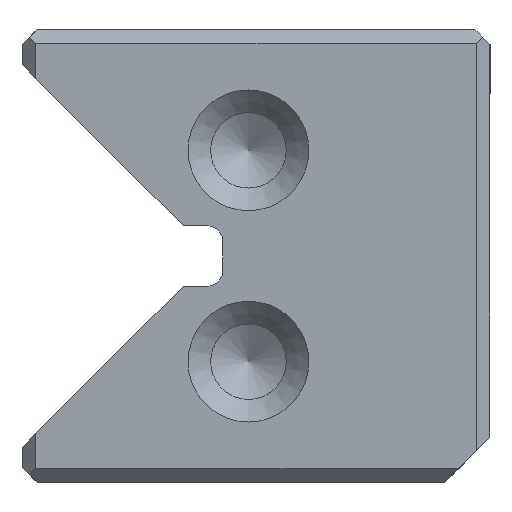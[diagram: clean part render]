
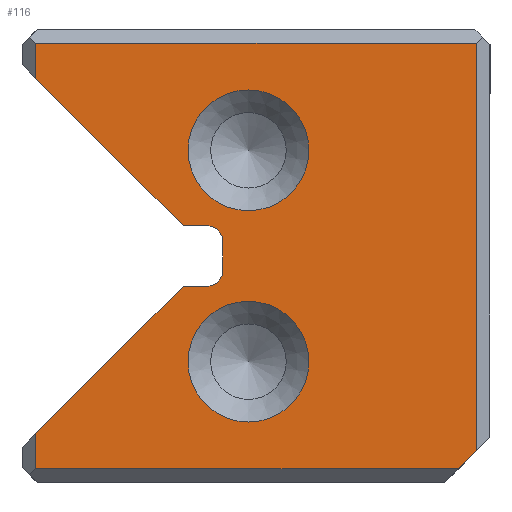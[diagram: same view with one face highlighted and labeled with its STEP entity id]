
A CAD part, left-side view. The second image highlights one B-rep face of the part: STEP entity #116.
In plain terms, the highlighted planar face has unit normal (-1, 0, 0).
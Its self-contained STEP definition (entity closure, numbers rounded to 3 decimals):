
#116=ADVANCED_FACE('',(#390,#391,#392),#206,.T.);
#206=PLANE('',#1373);
#242=LINE('',#1948,#316);
#243=LINE('',#1951,#317);
#244=LINE('',#1953,#318);
#245=LINE('',#1955,#319);
#246=LINE('',#1959,#320);
#247=LINE('',#1963,#321);
#248=LINE('',#1965,#322);
#249=LINE('',#1967,#323);
#250=LINE('',#1969,#324);
#251=LINE('',#1971,#325);
#252=LINE('',#1973,#326);
#316=VECTOR('',#1541,1.);
#317=VECTOR('',#1542,1.);
#318=VECTOR('',#1543,1.);
#319=VECTOR('',#1544,1.);
#320=VECTOR('',#1547,1.);
#321=VECTOR('',#1550,1.);
#322=VECTOR('',#1551,1.);
#323=VECTOR('',#1552,1.);
#324=VECTOR('',#1553,1.);
#325=VECTOR('',#1554,1.);
#326=VECTOR('',#1555,1.);
#390=FACE_BOUND('',#542,.T.);
#391=FACE_BOUND('',#543,.T.);
#392=FACE_BOUND('',#544,.T.);
#542=EDGE_LOOP('',(#714));
#543=EDGE_LOOP('',(#715));
#544=EDGE_LOOP('',(#716,#717,#718,#719,#720,#721,#722,#723,#724,#725,#726,
#727,#728));
#714=ORIENTED_EDGE('',*,*,#1142,.T.);
#715=ORIENTED_EDGE('',*,*,#1143,.F.);
#716=ORIENTED_EDGE('',*,*,#1144,.T.);
#717=ORIENTED_EDGE('',*,*,#1145,.T.);
#718=ORIENTED_EDGE('',*,*,#1146,.F.);
#719=ORIENTED_EDGE('',*,*,#1147,.F.);
#720=ORIENTED_EDGE('',*,*,#1148,.T.);
#721=ORIENTED_EDGE('',*,*,#1149,.T.);
#722=ORIENTED_EDGE('',*,*,#1150,.T.);
#723=ORIENTED_EDGE('',*,*,#1151,.T.);
#724=ORIENTED_EDGE('',*,*,#1152,.F.);
#725=ORIENTED_EDGE('',*,*,#1153,.T.);
#726=ORIENTED_EDGE('',*,*,#1154,.T.);
#727=ORIENTED_EDGE('',*,*,#1155,.T.);
#728=ORIENTED_EDGE('',*,*,#1156,.T.);
#1014=VERTEX_POINT('',#1945);
#1015=VERTEX_POINT('',#1947);
#1016=VERTEX_POINT('',#1949);
#1017=VERTEX_POINT('',#1950);
#1018=VERTEX_POINT('',#1952);
#1019=VERTEX_POINT('',#1954);
#1020=VERTEX_POINT('',#1956);
#1021=VERTEX_POINT('',#1958);
#1022=VERTEX_POINT('',#1960);
#1023=VERTEX_POINT('',#1962);
#1024=VERTEX_POINT('',#1964);
#1025=VERTEX_POINT('',#1966);
#1026=VERTEX_POINT('',#1968);
#1027=VERTEX_POINT('',#1970);
#1028=VERTEX_POINT('',#1972);
#1142=EDGE_CURVE('',#1014,#1014,#1292,.T.);
#1143=EDGE_CURVE('',#1015,#1015,#1293,.T.);
#1144=EDGE_CURVE('',#1016,#1017,#242,.T.);
#1145=EDGE_CURVE('',#1017,#1018,#243,.T.);
#1146=EDGE_CURVE('',#1019,#1018,#244,.T.);
#1147=EDGE_CURVE('',#1020,#1019,#245,.T.);
#1148=EDGE_CURVE('',#1020,#1021,#1294,.T.);
#1149=EDGE_CURVE('',#1021,#1022,#246,.T.);
#1150=EDGE_CURVE('',#1022,#1023,#1295,.T.);
#1151=EDGE_CURVE('',#1023,#1024,#247,.T.);
#1152=EDGE_CURVE('',#1025,#1024,#248,.T.);
#1153=EDGE_CURVE('',#1025,#1026,#249,.T.);
#1154=EDGE_CURVE('',#1026,#1027,#250,.T.);
#1155=EDGE_CURVE('',#1027,#1028,#251,.T.);
#1156=EDGE_CURVE('',#1028,#1016,#252,.T.);
#1292=CIRCLE('',#1369,2.);
#1293=CIRCLE('',#1370,2.);
#1294=CIRCLE('',#1371,0.5);
#1295=CIRCLE('',#1372,0.5);
#1369=AXIS2_PLACEMENT_3D('',#1944,#1537,#1538);
#1370=AXIS2_PLACEMENT_3D('',#1946,#1539,#1540);
#1371=AXIS2_PLACEMENT_3D('',#1957,#1545,#1546);
#1372=AXIS2_PLACEMENT_3D('',#1961,#1548,#1549);
#1373=AXIS2_PLACEMENT_3D('',#1974,#1556,#1557);
#1537=DIRECTION('',(1.,0.,0.));
#1538=DIRECTION('',(0.,0.,-1.));
#1539=DIRECTION('',(-1.,0.,0.));
#1540=DIRECTION('',(0.,0.,1.));
#1541=DIRECTION('',(0.,1.,0.));
#1542=DIRECTION('',(0.,0.,-1.));
#1543=DIRECTION('',(0.,0.707,0.707));
#1544=DIRECTION('',(0.,1.,0.));
#1545=DIRECTION('',(1.,0.,0.));
#1546=DIRECTION('',(0.,0.,1.));
#1547=DIRECTION('',(0.,0.,-1.));
#1548=DIRECTION('',(1.,0.,0.));
#1549=DIRECTION('',(0.,0.,1.));
#1550=DIRECTION('',(0.,1.,0.));
#1551=DIRECTION('',(0.,-0.707,0.707));
#1552=DIRECTION('',(0.,0.,-1.));
#1553=DIRECTION('',(0.,-1.,0.));
#1554=DIRECTION('',(0.,-0.707,0.707));
#1555=DIRECTION('',(0.,0.,1.));
#1556=DIRECTION('',(-1.,0.,0.));
#1557=DIRECTION('',(0.,0.,1.));
#1944=CARTESIAN_POINT('',(0.,8.,4.));
#1945=CARTESIAN_POINT('',(0.,8.,2.));
#1946=CARTESIAN_POINT('',(0.,8.,11.));
#1947=CARTESIAN_POINT('',(0.,8.,13.));
#1948=CARTESIAN_POINT('',(0.,7.75,14.55));
#1949=CARTESIAN_POINT('',(0.,0.45,14.55));
#1950=CARTESIAN_POINT('',(0.,15.05,14.55));
#1951=CARTESIAN_POINT('',(0.,15.05,0.));
#1952=CARTESIAN_POINT('',(0.,15.05,13.385));
#1953=CARTESIAN_POINT('',(0.,9.165,7.5));
#1954=CARTESIAN_POINT('',(0.,10.165,8.5));
#1955=CARTESIAN_POINT('',(0.,8.85,8.5));
#1956=CARTESIAN_POINT('',(0.,9.35,8.5));
#1957=CARTESIAN_POINT('',(0.,9.35,8.));
#1958=CARTESIAN_POINT('',(0.,8.85,8.));
#1959=CARTESIAN_POINT('',(0.,8.85,8.5));
#1960=CARTESIAN_POINT('',(0.,8.85,7.));
#1961=CARTESIAN_POINT('',(0.,9.35,7.));
#1962=CARTESIAN_POINT('',(0.,9.35,6.5));
#1963=CARTESIAN_POINT('',(0.,8.85,6.5));
#1964=CARTESIAN_POINT('',(0.,10.165,6.5));
#1965=CARTESIAN_POINT('',(0.,17.65,-0.985));
#1966=CARTESIAN_POINT('',(0.,15.05,1.615));
#1967=CARTESIAN_POINT('',(0.,15.05,0.));
#1968=CARTESIAN_POINT('',(0.,15.05,0.45));
#1969=CARTESIAN_POINT('',(0.,7.75,0.45));
#1970=CARTESIAN_POINT('',(0.,1.05,0.45));
#1971=CARTESIAN_POINT('',(0.,4.625,-3.125));
#1972=CARTESIAN_POINT('',(0.,0.45,1.05));
#1973=CARTESIAN_POINT('',(0.,0.45,0.));
#1974=CARTESIAN_POINT('',(0.,7.75,0.));
